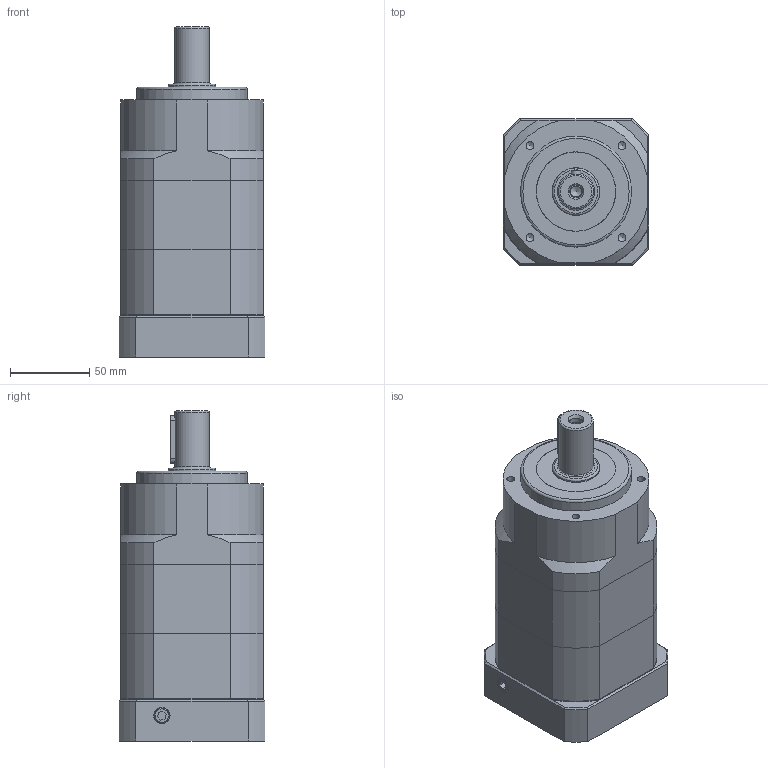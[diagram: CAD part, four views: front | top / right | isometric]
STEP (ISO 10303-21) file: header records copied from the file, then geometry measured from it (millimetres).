
FILE_DESCRIPTION((''),'2;1');
FILE_NAME('KSE-90A(70).stp','2012-02-15T10:51:18',('young'),(''),'Autodesk Inventor 2012','Autodesk Inventor 2012','');
FILE_SCHEMA(('AUTOMOTIVE_DESIGN { 1 0 10303 214 1 1 1 1 }'));
Length unit declared in the file: millimetre
Products named in the file (1): KSE-90A(70)
Bounding box: 92 x 92 x 208 mm (x, y, z)
Volume: 1011950.3 mm3; surface area: 168277.5 mm2
Topology: 17 solids, 17 shells, 448 faces, 1040 edges, 665 vertices
Faces by surface type: plane 242, cylinder 117, cone 67, torus 13, bspline 9
Full cylindrical faces by diameter (mm): 4.2 x4, 4.5 x4, 5 x12, 5.1 x1, 5.5 x4, 6 x5, 6.5 x1, 6.8 x5, 8 x5, 8.433 x2, 9.5 x2, 10 x5, 11 x4, 22 x1, 24.2 x1, 24.9 x1, 28.2 x1, 28.8 x1, 29.8 x1, 30 x2, 39 x1, 45 x2, 50 x2, 68 x1, 70 x2, 78 x2
Entity records: 12707 total; most frequent: CARTESIAN_POINT 2951, DIRECTION 2039, ORIENTED_EDGE 1754, EDGE_CURVE 877, AXIS2_PLACEMENT_3D 776, EDGE_LOOP 657, VERTEX_POINT 632, VECTOR 487
